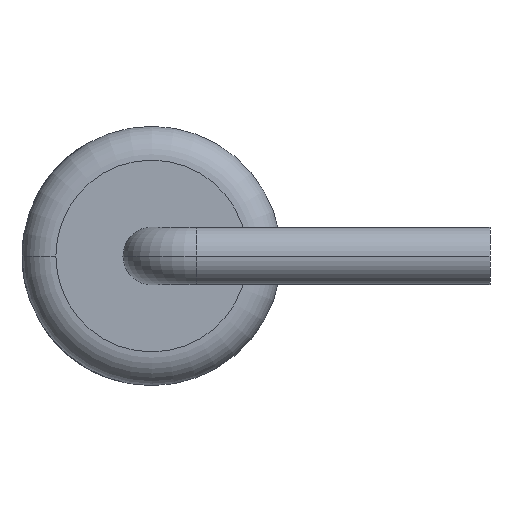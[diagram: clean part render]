
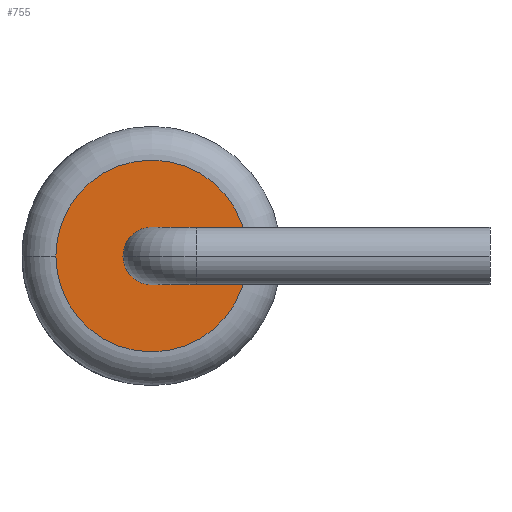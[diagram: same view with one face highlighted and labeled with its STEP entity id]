
A CAD part, left-side view. The second image highlights one B-rep face of the part: STEP entity #755.
In plain terms, the highlighted planar face has unit normal (-1, 0, 0).
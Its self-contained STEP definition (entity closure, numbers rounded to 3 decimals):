
#23 = VERTEX_POINT ( 'NONE', #2535 ) ;
#28 = VERTEX_POINT ( 'NONE', #2564 ) ;
#37 = VERTEX_POINT ( 'NONE', #2577 ) ;
#50 = VERTEX_POINT ( 'NONE', #2541 ) ;
#193 = ORIENTED_EDGE ( 'NONE', *, *, #3017, .T. ) ;
#230 = ORIENTED_EDGE ( 'NONE', *, *, #2995, .T. ) ;
#240 = ORIENTED_EDGE ( 'NONE', *, *, #3001, .T. ) ;
#241 = ORIENTED_EDGE ( 'NONE', *, *, #2934, .T. ) ;
#755 = ADVANCED_FACE ( 'NONE', ( #1647, #1652 ), #2114, .F. ) ;
#1133 = AXIS2_PLACEMENT_3D ( 'NONE', #3397, #3404, #3423 ) ;
#1144 = AXIS2_PLACEMENT_3D ( 'NONE', #3237, #3240, #3242 ) ;
#1156 = AXIS2_PLACEMENT_3D ( 'NONE', #3165, #3183, #3166 ) ;
#1171 = AXIS2_PLACEMENT_3D ( 'NONE', #3226, #3198, #3217 ) ;
#1276 = AXIS2_PLACEMENT_3D ( 'NONE', #2110, #2082, #2127 ) ;
#1484 = CIRCLE ( 'NONE', #1133, 0.51 ) ;
#1552 = CIRCLE ( 'NONE', #1171, 1.7 ) ;
#1561 = CIRCLE ( 'NONE', #1156, 1.7 ) ;
#1580 = CIRCLE ( 'NONE', #1144, 0.51 ) ;
#1647 = FACE_OUTER_BOUND ( 'NONE', #2676, .T. ) ;
#1652 = FACE_BOUND ( 'NONE', #3112, .T. ) ;
#2082 = DIRECTION ( 'NONE',  ( 1., 0., 0. ) ) ;
#2110 = CARTESIAN_POINT ( 'NONE',  ( 1.956, 5., 0. ) ) ;
#2114 = PLANE ( 'NONE',  #1276 ) ;
#2127 = DIRECTION ( 'NONE',  ( 0., 1., 0. ) ) ;
#2535 = CARTESIAN_POINT ( 'NONE',  ( 1.956, 6.7, 0. ) ) ;
#2541 = CARTESIAN_POINT ( 'NONE',  ( 1.956, 5., 0.51 ) ) ;
#2564 = CARTESIAN_POINT ( 'NONE',  ( 1.956, 3.3, 0. ) ) ;
#2577 = CARTESIAN_POINT ( 'NONE',  ( 1.956, 5., -0.51 ) ) ;
#2676 = EDGE_LOOP ( 'NONE', ( #240, #230 ) ) ;
#2934 = EDGE_CURVE ( 'NONE', #37, #50, #1484, .T. ) ;
#2995 = EDGE_CURVE ( 'NONE', #28, #23, #1561, .T. ) ;
#3001 = EDGE_CURVE ( 'NONE', #23, #28, #1552, .T. ) ;
#3017 = EDGE_CURVE ( 'NONE', #50, #37, #1580, .T. ) ;
#3112 = EDGE_LOOP ( 'NONE', ( #241, #193 ) ) ;
#3165 = CARTESIAN_POINT ( 'NONE',  ( 1.956, 5., 0. ) ) ;
#3166 = DIRECTION ( 'NONE',  ( 0., 1., 0. ) ) ;
#3183 = DIRECTION ( 'NONE',  ( -1., 0., 0. ) ) ;
#3198 = DIRECTION ( 'NONE',  ( -1., 0., 0. ) ) ;
#3217 = DIRECTION ( 'NONE',  ( 0., 1., 0. ) ) ;
#3226 = CARTESIAN_POINT ( 'NONE',  ( 1.956, 5., 0. ) ) ;
#3237 = CARTESIAN_POINT ( 'NONE',  ( 1.956, 5., 0. ) ) ;
#3240 = DIRECTION ( 'NONE',  ( 1., 0., 0. ) ) ;
#3242 = DIRECTION ( 'NONE',  ( 0., 0., 1. ) ) ;
#3397 = CARTESIAN_POINT ( 'NONE',  ( 1.956, 5., 0. ) ) ;
#3404 = DIRECTION ( 'NONE',  ( 1., 0., 0. ) ) ;
#3423 = DIRECTION ( 'NONE',  ( 0., 0., 1. ) ) ;
